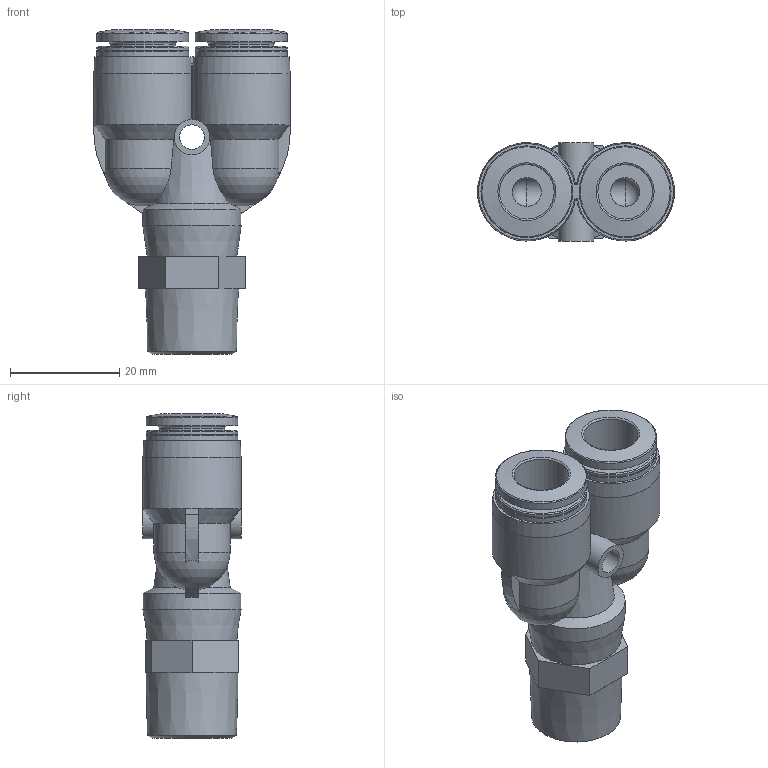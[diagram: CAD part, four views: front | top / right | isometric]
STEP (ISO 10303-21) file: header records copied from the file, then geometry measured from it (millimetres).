
FILE_DESCRIPTION(/* description */ ('STEP AP214'),/* implementation_level */ '2;1');
FILE_NAME(/* name */ '133088_NPQP-Y-R38-Q10-FD-P10',/* time_stamp */ '2024-09-13T08:23:19+02:00',/* author */ ('License CC BY-ND 4.0'),/* organization */ ('CADENAS'),/* preprocessor_version */ 'ST-DEVELOPER v19.3',/* originating_system */ 'PARTsolutions',/* authorisation */ ' ');
FILE_SCHEMA (('AUTOMOTIVE_DESIGN {1 0 10303 214 3 1 1}'));
Length unit declared in the file: millimetre
Products named in the file (1): 133088 NPQP-Y-R38-Q10-FD-P10
Bounding box: 36 x 18 x 59.5 mm (x, y, z)
Volume: 15219.3 mm3; surface area: 8450.8 mm2
Topology: 1 solids, 1 shells, 100 faces, 252 edges, 158 vertices
Faces by surface type: plane 40, cylinder 28, cone 22, torus 6, sphere 4
Full cylindrical faces by diameter (mm): 4.5 x1, 5.3 x4, 6.5 x2, 10 x2, 12 x2, 16.8 x6, 18 x1
Entity records: 2835 total; most frequent: CARTESIAN_POINT 636, DIRECTION 453, ORIENTED_EDGE 406, EDGE_CURVE 203, AXIS2_PLACEMENT_3D 199, EDGE_LOOP 149, FACE_BOUND 149, VERTEX_POINT 148
